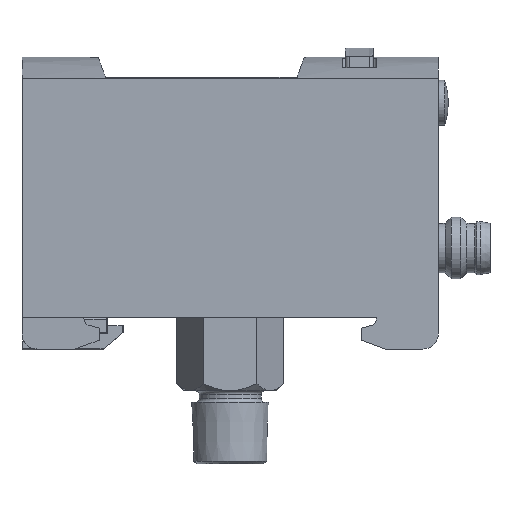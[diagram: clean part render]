
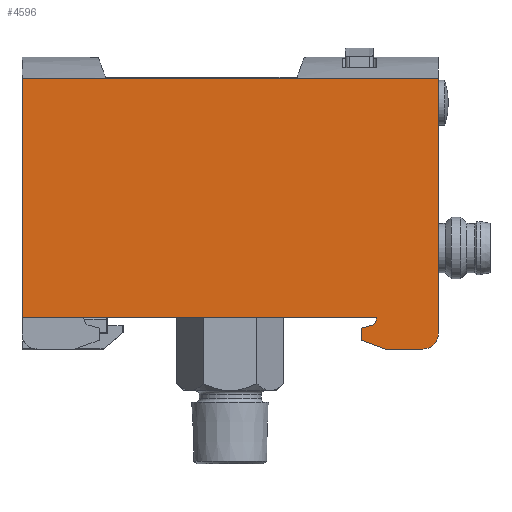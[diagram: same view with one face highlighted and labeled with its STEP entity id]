
A CAD part, left-side view. The second image highlights one B-rep face of the part: STEP entity #4596.
In plain terms, the highlighted planar face has unit normal (-1, 0, 0).
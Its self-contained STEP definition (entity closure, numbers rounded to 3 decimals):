
#165=LINE('',#6077,#469);
#183=LINE('',#6116,#487);
#307=LINE('',#6657,#611);
#310=LINE('',#6663,#614);
#313=LINE('',#6669,#617);
#316=LINE('',#6675,#620);
#318=LINE('',#6681,#622);
#340=LINE('',#6754,#644);
#469=VECTOR('',#5069,1000.);
#487=VECTOR('',#5091,1000.);
#611=VECTOR('',#5497,1000.);
#614=VECTOR('',#5502,1000.);
#617=VECTOR('',#5507,1000.);
#620=VECTOR('',#5512,1000.);
#622=VECTOR('',#5522,1000.);
#644=VECTOR('',#5606,1000.);
#1265=ORIENTED_EDGE('',*,*,#1734,.F.);
#1266=ORIENTED_EDGE('',*,*,#1990,.F.);
#1267=ORIENTED_EDGE('',*,*,#1991,.F.);
#1268=ORIENTED_EDGE('',*,*,#1943,.F.);
#1269=ORIENTED_EDGE('',*,*,#1946,.F.);
#1270=ORIENTED_EDGE('',*,*,#1949,.F.);
#1271=ORIENTED_EDGE('',*,*,#1952,.T.);
#1272=ORIENTED_EDGE('',*,*,#1954,.T.);
#1273=ORIENTED_EDGE('',*,*,#1715,.T.);
#1274=ORIENTED_EDGE('',*,*,#1956,.F.);
#1715=EDGE_CURVE('',#2186,#2185,#165,.T.);
#1734=EDGE_CURVE('',#2204,#2205,#183,.T.);
#1943=EDGE_CURVE('',#2353,#2351,#307,.T.);
#1946=EDGE_CURVE('',#2355,#2353,#310,.T.);
#1949=EDGE_CURVE('',#2357,#2355,#313,.T.);
#1952=EDGE_CURVE('',#2357,#2359,#316,.T.);
#1954=EDGE_CURVE('',#2359,#2186,#2562,.F.);
#1956=EDGE_CURVE('',#2205,#2185,#318,.T.);
#1990=EDGE_CURVE('',#2380,#2204,#340,.T.);
#1991=EDGE_CURVE('',#2351,#2380,#2575,.F.);
#2185=VERTEX_POINT('',#6076);
#2186=VERTEX_POINT('',#6078);
#2204=VERTEX_POINT('',#6115);
#2205=VERTEX_POINT('',#6117);
#2351=VERTEX_POINT('',#6652);
#2353=VERTEX_POINT('',#6656);
#2355=VERTEX_POINT('',#6662);
#2357=VERTEX_POINT('',#6668);
#2359=VERTEX_POINT('',#6674);
#2380=VERTEX_POINT('',#6755);
#2562=CIRCLE('',#4858,2.);
#2575=CIRCLE('',#4891,1.1);
#2768=EDGE_LOOP('',(#1265,#1266,#1267,#1268,#1269,#1270,#1271,#1272,#1273,
#1274));
#3042=FACE_BOUND('',#2768,.T.);
#3241=PLANE('',#4890);
#4596=ADVANCED_FACE('',(#3042),#3241,.F.);
#4858=AXIS2_PLACEMENT_3D('',#6678,#5517,#5518);
#4890=AXIS2_PLACEMENT_3D('',#6753,#5604,#5605);
#4891=AXIS2_PLACEMENT_3D('',#6756,#5607,#5608);
#5069=DIRECTION('',(0.,0.,1.));
#5091=DIRECTION('',(0.,0.,1.));
#5497=DIRECTION('',(0.,-0.966,0.259));
#5502=DIRECTION('',(0.,0.,1.));
#5507=DIRECTION('',(0.,0.94,0.342));
#5512=DIRECTION('',(0.,-1.,0.));
#5517=DIRECTION('',(1.,0.,0.));
#5518=DIRECTION('',(0.,0.,-1.));
#5522=DIRECTION('',(0.,-1.,0.));
#5604=DIRECTION('',(1.,0.,0.));
#5605=DIRECTION('',(0.,0.,-1.));
#5606=DIRECTION('',(0.,1.,0.));
#5607=DIRECTION('',(1.,0.,0.));
#5608=DIRECTION('',(0.,0.,-1.));
#6076=CARTESIAN_POINT('',(-16.,0.,16.105));
#6077=CARTESIAN_POINT('',(-16.,0.,-19.));
#6078=CARTESIAN_POINT('',(-16.,0.,-17.));
#6115=CARTESIAN_POINT('',(-16.,54.,-14.9));
#6116=CARTESIAN_POINT('',(-16.,54.,-19.));
#6117=CARTESIAN_POINT('',(-16.,54.,16.105));
#6652=CARTESIAN_POINT('',(-16.,8.563,-15.895));
#6656=CARTESIAN_POINT('',(-16.,10.,-16.28));
#6657=CARTESIAN_POINT('',(-16.,51.733,-27.462));
#6662=CARTESIAN_POINT('',(-16.,10.,-17.85));
#6663=CARTESIAN_POINT('',(-16.,10.,-19.));
#6668=CARTESIAN_POINT('',(-16.,6.84,-19.));
#6669=CARTESIAN_POINT('',(-16.,48.483,-3.843));
#6674=CARTESIAN_POINT('',(-16.,2.,-19.));
#6675=CARTESIAN_POINT('',(-16.,54.,-19.));
#6678=CARTESIAN_POINT('',(-16.,2.,-17.));
#6681=CARTESIAN_POINT('',(-16.,54.,16.105));
#6753=CARTESIAN_POINT('',(-16.,54.,-19.));
#6754=CARTESIAN_POINT('',(-16.,54.,-14.9));
#6755=CARTESIAN_POINT('',(-16.,8.,-14.9));
#6756=CARTESIAN_POINT('',(-16.,9.099,-14.935));
